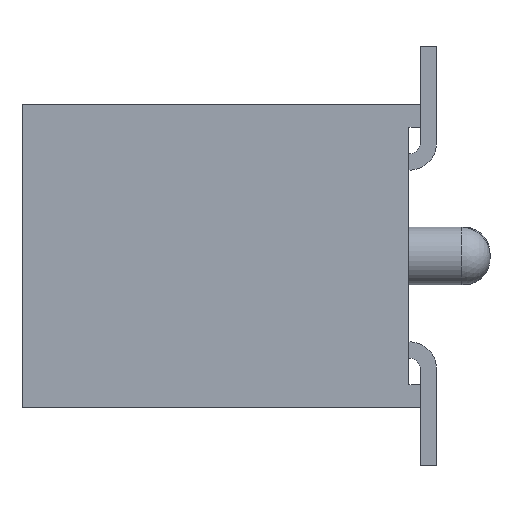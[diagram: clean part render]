
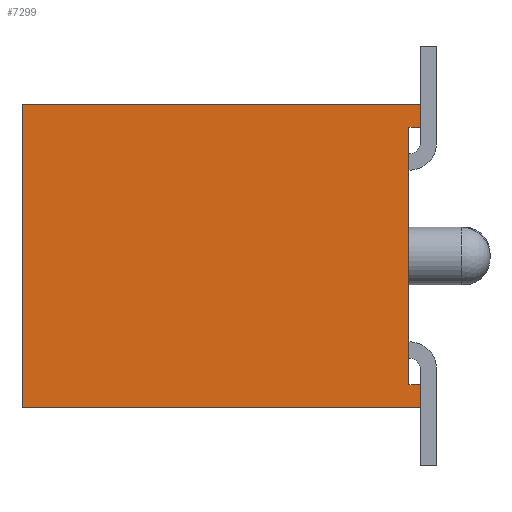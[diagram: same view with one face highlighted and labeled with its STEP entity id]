
A CAD part, left-side view. The second image highlights one B-rep face of the part: STEP entity #7299.
In plain terms, the highlighted planar face has unit normal (-1, 0, 0).
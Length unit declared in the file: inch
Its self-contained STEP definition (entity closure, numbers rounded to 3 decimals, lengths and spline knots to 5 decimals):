
#1776=ORIENTED_EDGE('',*,*,#3002,.T.);
#1777=ORIENTED_EDGE('',*,*,#3003,.T.);
#1778=ORIENTED_EDGE('',*,*,#3004,.F.);
#1779=ORIENTED_EDGE('',*,*,#3005,.F.);
#1780=ORIENTED_EDGE('',*,*,#3006,.T.);
#1781=ORIENTED_EDGE('',*,*,#3007,.T.);
#1782=ORIENTED_EDGE('',*,*,#3008,.T.);
#1783=ORIENTED_EDGE('',*,*,#3009,.T.);
#3002=EDGE_CURVE('',#3735,#3736,#4620,.T.);
#3003=EDGE_CURVE('',#3736,#3737,#4621,.T.);
#3004=EDGE_CURVE('',#3738,#3737,#4622,.T.);
#3005=EDGE_CURVE('',#3739,#3738,#4623,.T.);
#3006=EDGE_CURVE('',#3739,#3740,#4624,.T.);
#3007=EDGE_CURVE('',#3740,#3741,#4625,.T.);
#3008=EDGE_CURVE('',#3741,#3742,#4626,.T.);
#3009=EDGE_CURVE('',#3742,#3735,#4627,.T.);
#3735=VERTEX_POINT('',#11356);
#3736=VERTEX_POINT('',#11357);
#3737=VERTEX_POINT('',#11359);
#3738=VERTEX_POINT('',#11361);
#3739=VERTEX_POINT('',#11363);
#3740=VERTEX_POINT('',#11365);
#3741=VERTEX_POINT('',#11367);
#3742=VERTEX_POINT('',#11369);
#4620=LINE('',#11355,#5552);
#4621=LINE('',#11358,#5553);
#4622=LINE('',#11360,#5554);
#4623=LINE('',#11362,#5555);
#4624=LINE('',#11364,#5556);
#4625=LINE('',#11366,#5557);
#4626=LINE('',#11368,#5558);
#4627=LINE('',#11370,#5559);
#5552=VECTOR('',#9336,39.37008);
#5553=VECTOR('',#9337,39.37008);
#5554=VECTOR('',#9338,39.37008);
#5555=VECTOR('',#9339,39.37008);
#5556=VECTOR('',#9340,39.37008);
#5557=VECTOR('',#9341,39.37008);
#5558=VECTOR('',#9342,39.37008);
#5559=VECTOR('',#9343,39.37008);
#6082=EDGE_LOOP('',(#1776,#1777,#1778,#1779,#1780,#1781,#1782,#1783));
#6548=FACE_BOUND('',#6082,.T.);
#6934=PLANE('',#7769);
#7299=ADVANCED_FACE('',(#6548),#6934,.F.);
#7769=AXIS2_PLACEMENT_3D('',#11354,#9334,#9335);
#9334=DIRECTION('',(1.,0.,0.));
#9335=DIRECTION('',(0.,0.,-1.));
#9336=DIRECTION('',(0.,-1.,0.));
#9337=DIRECTION('',(0.,0.,1.));
#9338=DIRECTION('',(0.,-1.,0.));
#9339=DIRECTION('',(0.,0.,1.));
#9340=DIRECTION('',(0.,-1.,0.));
#9341=DIRECTION('',(0.,0.,1.));
#9342=DIRECTION('',(0.,1.,0.));
#9343=DIRECTION('',(0.,0.,1.));
#11354=CARTESIAN_POINT('',(-0.17725,0.172,-0.0655));
#11355=CARTESIAN_POINT('',(-0.17725,0.005,0.0555));
#11356=CARTESIAN_POINT('',(-0.17725,0.005,0.0555));
#11357=CARTESIAN_POINT('',(-0.17725,0.,0.0555));
#11358=CARTESIAN_POINT('',(-0.17725,0.,-0.0655));
#11359=CARTESIAN_POINT('',(-0.17725,0.,0.0655));
#11360=CARTESIAN_POINT('',(-0.17725,0.172,0.0655));
#11361=CARTESIAN_POINT('',(-0.17725,0.172,0.0655));
#11362=CARTESIAN_POINT('',(-0.17725,0.172,-0.0655));
#11363=CARTESIAN_POINT('',(-0.17725,0.172,-0.0655));
#11364=CARTESIAN_POINT('',(-0.17725,0.172,-0.0655));
#11365=CARTESIAN_POINT('',(-0.17725,0.,-0.0655));
#11366=CARTESIAN_POINT('',(-0.17725,0.,-0.0655));
#11367=CARTESIAN_POINT('',(-0.17725,0.,-0.0555));
#11368=CARTESIAN_POINT('',(-0.17725,0.,-0.0555));
#11369=CARTESIAN_POINT('',(-0.17725,0.005,-0.0555));
#11370=CARTESIAN_POINT('',(-0.17725,0.005,-0.0555));
